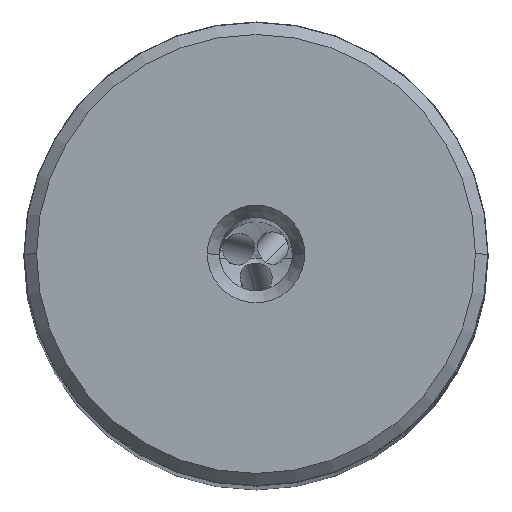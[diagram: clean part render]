
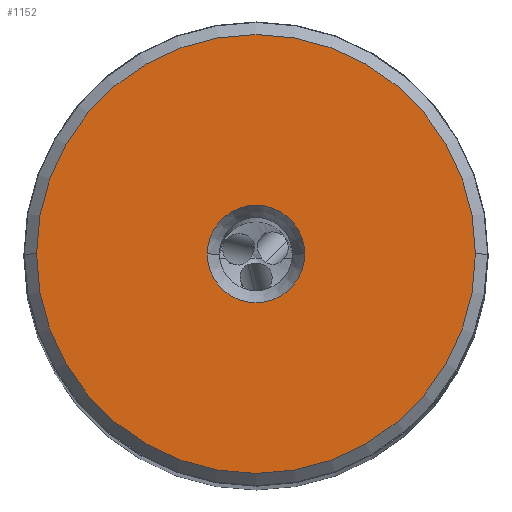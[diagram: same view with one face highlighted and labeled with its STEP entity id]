
A CAD part, top view. The second image highlights one B-rep face of the part: STEP entity #1152.
In plain terms, the highlighted planar face has unit normal (0, 0, 1).
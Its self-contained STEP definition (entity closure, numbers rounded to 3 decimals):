
#1152=ADVANCED_FACE('',(#1473,#1474),#1413,.T.);
#1413=PLANE('',#5230);
#1473=FACE_BOUND('',#1505,.T.);
#1474=FACE_BOUND('',#1506,.T.);
#1505=EDGE_LOOP('',(#1782,#1783));
#1506=EDGE_LOOP('',(#1784,#1785));
#1782=ORIENTED_EDGE('',*,*,#3882,.F.);
#1783=ORIENTED_EDGE('',*,*,#3883,.F.);
#1784=ORIENTED_EDGE('',*,*,#3884,.F.);
#1785=ORIENTED_EDGE('',*,*,#3885,.F.);
#3348=VERTEX_POINT('',#7342);
#3349=VERTEX_POINT('',#7343);
#3350=VERTEX_POINT('',#7346);
#3351=VERTEX_POINT('',#7347);
#3882=EDGE_CURVE('',#3348,#3349,#4665,.T.);
#3883=EDGE_CURVE('',#3349,#3348,#4666,.T.);
#3884=EDGE_CURVE('',#3350,#3351,#4667,.T.);
#3885=EDGE_CURVE('',#3351,#3350,#4668,.T.);
#4665=CIRCLE('',#5226,18.011);
#4666=CIRCLE('',#5227,18.011);
#4667=CIRCLE('',#5228,4.);
#4668=CIRCLE('',#5229,4.);
#5226=AXIS2_PLACEMENT_3D('',#7341,#5889,#5890);
#5227=AXIS2_PLACEMENT_3D('',#7344,#5891,#5892);
#5228=AXIS2_PLACEMENT_3D('',#7345,#5893,#5894);
#5229=AXIS2_PLACEMENT_3D('',#7348,#5895,#5896);
#5230=AXIS2_PLACEMENT_3D('',#7349,#5897,#5898);
#5889=DIRECTION('',(0.,0.,-1.));
#5890=DIRECTION('',(-1.,0.,0.));
#5891=DIRECTION('',(0.,0.,-1.));
#5892=DIRECTION('',(1.,0.,0.));
#5893=DIRECTION('',(0.,0.,1.));
#5894=DIRECTION('',(-1.,0.,0.));
#5895=DIRECTION('',(0.,0.,1.));
#5896=DIRECTION('',(1.,0.,0.));
#5897=DIRECTION('',(0.,0.,1.));
#5898=DIRECTION('',(1.,0.,0.));
#7341=CARTESIAN_POINT('',(0.,0.,0.));
#7342=CARTESIAN_POINT('',(-18.011,0.,0.));
#7343=CARTESIAN_POINT('',(18.011,0.,0.));
#7344=CARTESIAN_POINT('',(0.,0.,0.));
#7345=CARTESIAN_POINT('',(0.,0.,0.));
#7346=CARTESIAN_POINT('',(-4.,0.,0.));
#7347=CARTESIAN_POINT('',(4.,0.,0.));
#7348=CARTESIAN_POINT('',(0.,0.,0.));
#7349=CARTESIAN_POINT('',(0.,0.,0.));
